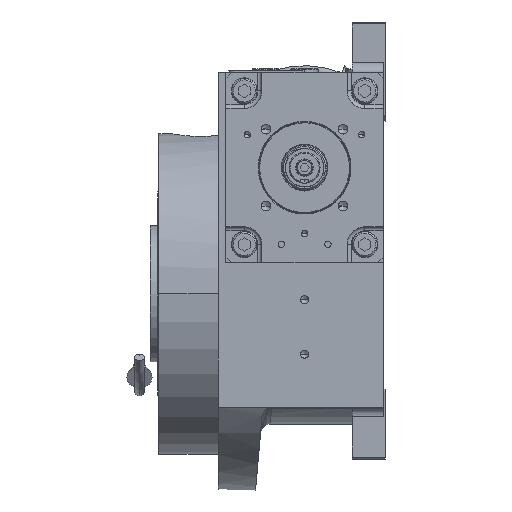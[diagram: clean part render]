
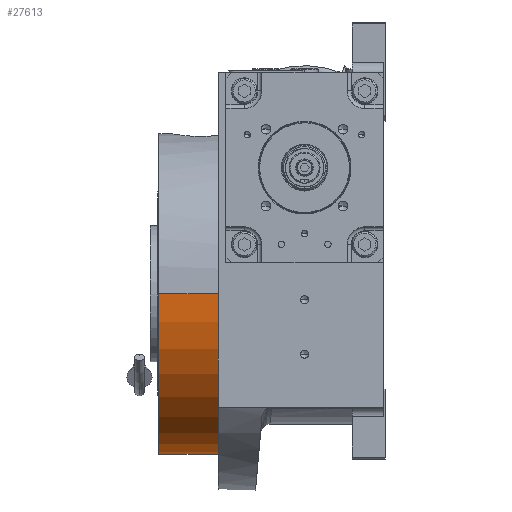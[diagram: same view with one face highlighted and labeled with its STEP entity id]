
A CAD part, left-side view. The second image highlights one B-rep face of the part: STEP entity #27613.
In plain terms, the highlighted cylindrical face has radius 82.5 mm (diameter 165 mm), a partial arc.
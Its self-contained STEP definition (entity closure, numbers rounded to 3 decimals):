
#1257 = ORIENTED_EDGE ( 'NONE', *, *, #36163, .F. ) ;
#1965 = DIRECTION ( 'NONE',  ( 1., 0., 0. ) ) ;
#2287 = VERTEX_POINT ( 'NONE', #30432 ) ;
#3084 = AXIS2_PLACEMENT_3D ( 'NONE', #34223, #44949, #55646 ) ;
#9456 = CIRCLE ( 'NONE', #43579, 82.5 ) ;
#14294 = VECTOR ( 'NONE', #25985, 1000. ) ;
#19882 = EDGE_CURVE ( 'NONE', #2287, #61723, #59132, .T. ) ;
#21138 = DIRECTION ( 'NONE',  ( 0., 0., 1. ) ) ;
#22832 = EDGE_CURVE ( 'NONE', #2287, #65609, #28183, .T. ) ;
#23072 = CARTESIAN_POINT ( 'NONE',  ( 0., 0., 0. ) ) ;
#25985 = DIRECTION ( 'NONE',  ( 0., 0., 1. ) ) ;
#26406 = CARTESIAN_POINT ( 'NONE',  ( -82.5, 0., 30.5 ) ) ;
#27613 = ADVANCED_FACE ( 'NONE', ( #57089 ), #29061, .T. ) ;
#27873 = ORIENTED_EDGE ( 'NONE', *, *, #43019, .T. ) ;
#28183 = CIRCLE ( 'NONE', #34056, 82.5 ) ;
#29061 = CYLINDRICAL_SURFACE ( 'NONE', #3084, 82.5 ) ;
#30432 = CARTESIAN_POINT ( 'NONE',  ( 82.5, 0., 0. ) ) ;
#34056 = AXIS2_PLACEMENT_3D ( 'NONE', #23072, #52842, #1965 ) ;
#34223 = CARTESIAN_POINT ( 'NONE',  ( 0., 0., 0. ) ) ;
#36163 = EDGE_CURVE ( 'NONE', #61723, #64886, #9456, .T. ) ;
#42295 = CARTESIAN_POINT ( 'NONE',  ( 82.5, 0., 30.5 ) ) ;
#43019 = EDGE_CURVE ( 'NONE', #65609, #64886, #71690, .T. ) ;
#43579 = AXIS2_PLACEMENT_3D ( 'NONE', #71669, #21138, #43632 ) ;
#43632 = DIRECTION ( 'NONE',  ( 1., 0., 0. ) ) ;
#44949 = DIRECTION ( 'NONE',  ( 0., 0., 1. ) ) ;
#48265 = ORIENTED_EDGE ( 'NONE', *, *, #22832, .T. ) ;
#48785 = CARTESIAN_POINT ( 'NONE',  ( 82.5, 0., 0. ) ) ;
#48831 = CARTESIAN_POINT ( 'NONE',  ( -82.5, 0., 0. ) ) ;
#50584 = CARTESIAN_POINT ( 'NONE',  ( -82.5, 0., 0. ) ) ;
#52842 = DIRECTION ( 'NONE',  ( 0., 0., 1. ) ) ;
#53581 = DIRECTION ( 'NONE',  ( 0., 0., 1. ) ) ;
#55646 = DIRECTION ( 'NONE',  ( 1., 0., 0. ) ) ;
#57089 = FACE_OUTER_BOUND ( 'NONE', #66333, .T. ) ;
#59132 = LINE ( 'NONE', #48785, #64531 ) ;
#61723 = VERTEX_POINT ( 'NONE', #42295 ) ;
#64531 = VECTOR ( 'NONE', #53581, 1000. ) ;
#64886 = VERTEX_POINT ( 'NONE', #26406 ) ;
#65609 = VERTEX_POINT ( 'NONE', #50584 ) ;
#66333 = EDGE_LOOP ( 'NONE', ( #27873, #1257, #67895, #48265 ) ) ;
#67895 = ORIENTED_EDGE ( 'NONE', *, *, #19882, .F. ) ;
#71669 = CARTESIAN_POINT ( 'NONE',  ( 0., 0., 30.5 ) ) ;
#71690 = LINE ( 'NONE', #48831, #14294 ) ;
